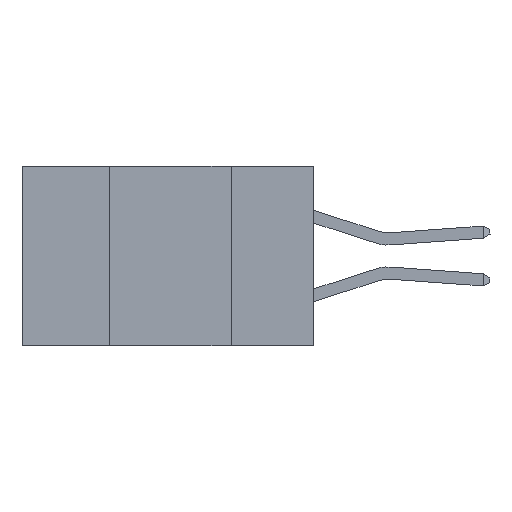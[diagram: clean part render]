
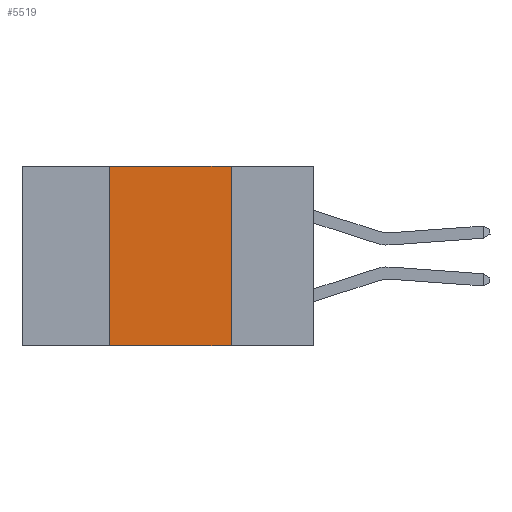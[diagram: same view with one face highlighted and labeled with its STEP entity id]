
A CAD part, left-side view. The second image highlights one B-rep face of the part: STEP entity #5519.
In plain terms, the highlighted planar face has unit normal (-1, 0, 0).
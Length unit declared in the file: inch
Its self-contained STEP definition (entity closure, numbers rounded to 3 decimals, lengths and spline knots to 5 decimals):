
#561 = LINE ( 'NONE', #17426, #8546 ) ;
#2864 = FACE_OUTER_BOUND ( 'NONE', #6393, .T. ) ;
#3251 = VERTEX_POINT ( 'NONE', #16409 ) ;
#3689 = VERTEX_POINT ( 'NONE', #11640 ) ;
#4284 = LINE ( 'NONE', #7113, #7425 ) ;
#4714 = EDGE_CURVE ( 'NONE', #6344, #16931, #561, .T. ) ;
#5074 = LINE ( 'NONE', #6129, #15092 ) ;
#5519 = ADVANCED_FACE ( 'NONE', ( #2864 ), #7705, .F. ) ;
#6129 = CARTESIAN_POINT ( 'NONE',  ( 0., 0.42, 0. ) ) ;
#6186 = DIRECTION ( 'NONE',  ( 0., 0., -1. ) ) ;
#6344 = VERTEX_POINT ( 'NONE', #7548 ) ;
#6393 = EDGE_LOOP ( 'NONE', ( #18124, #18868, #7823, #8143 ) ) ;
#7113 = CARTESIAN_POINT ( 'NONE',  ( 0., 0.17, 0. ) ) ;
#7314 = DIRECTION ( 'NONE',  ( 0., 0., -1. ) ) ;
#7425 = VECTOR ( 'NONE', #7314, 39.37008 ) ;
#7548 = CARTESIAN_POINT ( 'NONE',  ( 0., 0.42, 0. ) ) ;
#7705 = PLANE ( 'NONE',  #8571 ) ;
#7745 = DIRECTION ( 'NONE',  ( 0., 0., 1. ) ) ;
#7823 = ORIENTED_EDGE ( 'NONE', *, *, #14344, .F. ) ;
#8143 = ORIENTED_EDGE ( 'NONE', *, *, #14398, .T. ) ;
#8546 = VECTOR ( 'NONE', #9862, 39.37008 ) ;
#8571 = AXIS2_PLACEMENT_3D ( 'NONE', #15184, #12144, #6186 ) ;
#9862 = DIRECTION ( 'NONE',  ( 0., -1., 0. ) ) ;
#10223 = LINE ( 'NONE', #17896, #17663 ) ;
#11640 = CARTESIAN_POINT ( 'NONE',  ( 0., 0.42, -0.37 ) ) ;
#12144 = DIRECTION ( 'NONE',  ( 1., 0., 0. ) ) ;
#14344 = EDGE_CURVE ( 'NONE', #3689, #6344, #5074, .T. ) ;
#14398 = EDGE_CURVE ( 'NONE', #3689, #3251, #10223, .T. ) ;
#15092 = VECTOR ( 'NONE', #7745, 39.37008 ) ;
#15184 = CARTESIAN_POINT ( 'NONE',  ( 0., 0.6, 0. ) ) ;
#15633 = CARTESIAN_POINT ( 'NONE',  ( 0., 0.17, 0. ) ) ;
#16384 = DIRECTION ( 'NONE',  ( 0., -1., 0. ) ) ;
#16409 = CARTESIAN_POINT ( 'NONE',  ( 0., 0.17, -0.37 ) ) ;
#16931 = VERTEX_POINT ( 'NONE', #15633 ) ;
#17426 = CARTESIAN_POINT ( 'NONE',  ( 0., 0.6, 0. ) ) ;
#17663 = VECTOR ( 'NONE', #16384, 39.37008 ) ;
#17896 = CARTESIAN_POINT ( 'NONE',  ( 0., 0.6, -0.37 ) ) ;
#18124 = ORIENTED_EDGE ( 'NONE', *, *, #19633, .F. ) ;
#18868 = ORIENTED_EDGE ( 'NONE', *, *, #4714, .F. ) ;
#19633 = EDGE_CURVE ( 'NONE', #16931, #3251, #4284, .T. ) ;
